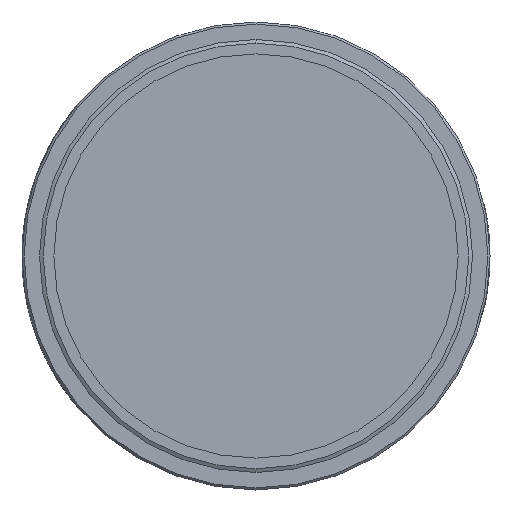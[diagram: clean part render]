
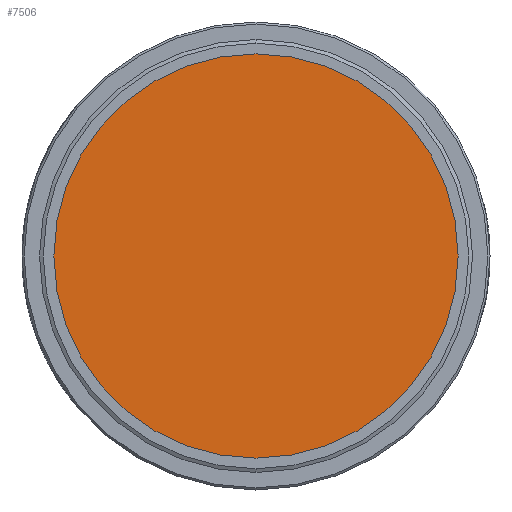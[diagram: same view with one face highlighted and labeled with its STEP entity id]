
A CAD part, left-side view. The second image highlights one B-rep face of the part: STEP entity #7506.
In plain terms, the highlighted planar face has unit normal (-1, 0, 0).
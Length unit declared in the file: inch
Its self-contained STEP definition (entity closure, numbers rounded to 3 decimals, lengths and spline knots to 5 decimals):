
#111 = CIRCLE ( 'NONE', #1517, 1. ) ;
#492 = DIRECTION ( 'NONE',  ( 0., 0., -1. ) ) ;
#1429 = DIRECTION ( 'NONE',  ( 1., 0., 0. ) ) ;
#1517 = AXIS2_PLACEMENT_3D ( 'NONE', #9918, #5214, #492 ) ;
#2802 = CARTESIAN_POINT ( 'NONE',  ( -0.105, 0., 0. ) ) ;
#2848 = CARTESIAN_POINT ( 'NONE',  ( -0.105, 0., -1. ) ) ;
#3607 = DIRECTION ( 'NONE',  ( 0., 0., -1. ) ) ;
#3711 = ORIENTED_EDGE ( 'NONE', *, *, #8426, .F. ) ;
#4309 = AXIS2_PLACEMENT_3D ( 'NONE', #2802, #8320, #3607 ) ;
#4541 = ORIENTED_EDGE ( 'NONE', *, *, #6555, .F. ) ;
#4544 = CARTESIAN_POINT ( 'NONE',  ( -0.105, 0., 0. ) ) ;
#4927 = CIRCLE ( 'NONE', #4309, 1. ) ;
#5214 = DIRECTION ( 'NONE',  ( 1., 0., 0. ) ) ;
#6122 = PLANE ( 'NONE',  #6643 ) ;
#6372 = CARTESIAN_POINT ( 'NONE',  ( -0.105, 0., 1. ) ) ;
#6555 = EDGE_CURVE ( 'NONE', #7913, #9424, #4927, .T. ) ;
#6643 = AXIS2_PLACEMENT_3D ( 'NONE', #4544, #1429, #6921 ) ;
#6921 = DIRECTION ( 'NONE',  ( 0., 0., -1. ) ) ;
#7506 = ADVANCED_FACE ( 'NONE', ( #9381 ), #6122, .F. ) ;
#7913 = VERTEX_POINT ( 'NONE', #2848 ) ;
#8320 = DIRECTION ( 'NONE',  ( 1., 0., 0. ) ) ;
#8426 = EDGE_CURVE ( 'NONE', #9424, #7913, #111, .T. ) ;
#9381 = FACE_OUTER_BOUND ( 'NONE', #10224, .T. ) ;
#9424 = VERTEX_POINT ( 'NONE', #6372 ) ;
#9918 = CARTESIAN_POINT ( 'NONE',  ( -0.105, 0., 0. ) ) ;
#10224 = EDGE_LOOP ( 'NONE', ( #4541, #3711 ) ) ;
